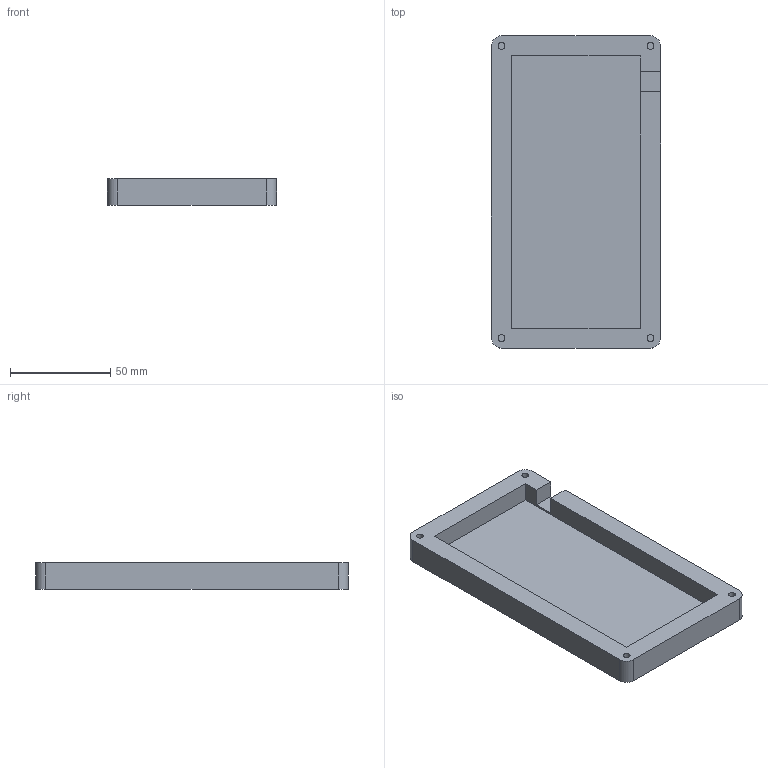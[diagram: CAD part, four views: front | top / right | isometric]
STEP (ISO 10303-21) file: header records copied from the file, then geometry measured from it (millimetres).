
FILE_DESCRIPTION(/* description */ (''),/* implementation_level */ '2;1');
FILE_NAME(/* name */ 'osciloscopiocase.step',/* time_stamp */ '2026-01-29T11:51:22-03:00',/* author */ (''),/* organization */ (''),/* preprocessor_version */ 'ST-DEVELOPER v20.1',/* originating_system */ 'Autodesk Translation Framework v14.21.0.0',/* authorisation */ '');
FILE_SCHEMA (('AUTOMOTIVE_DESIGN { 1 0 10303 214 3 1 1 }'));
Length unit declared in the file: millimetre
Products named in the file (3): 2026-01-20-12-17-54-837; 2026-01-20-12-22-16-145; 2026-01-20-12-33-53-542
Assembly tree (2 placements, depth 3):
  2026-01-20-12-17-54-837
    2026-01-20-12-22-16-145
      2026-01-20-12-33-53-542
Bounding box: 84.29 x 155.73 x 13 mm (x, y, z)
Volume: 82087.6 mm3; surface area: 36472.7 mm2
Topology: 1 solids, 1 shells, 26 faces, 60 edges, 40 vertices
Faces by surface type: plane 18, cylinder 8
Full cylindrical faces by diameter (mm): 3.4 x4
Entity records: 820 total; most frequent: DIRECTION 138, CARTESIAN_POINT 131, ORIENTED_EDGE 120, EDGE_CURVE 60, AXIS2_PLACEMENT_3D 47, LINE 44, VECTOR 44, VERTEX_POINT 40
